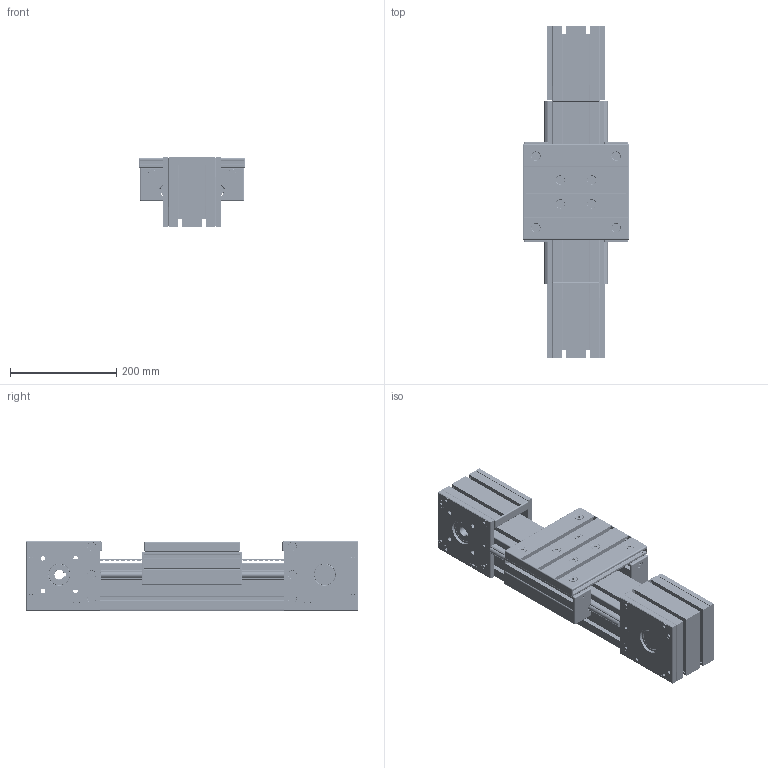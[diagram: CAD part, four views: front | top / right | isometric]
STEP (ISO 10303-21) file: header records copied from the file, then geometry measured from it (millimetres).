
FILE_DESCRIPTION(/* description */ ('Profil 90 x 90'),/* implementation_level */ '2;1');
FILE_NAME(/* name */ '810050.stp',/* time_stamp */ '2014-02-10T08:55:26+01:00',/* author */ ('AlutecK&K'),/* organization */ (''),/* preprocessor_version */ 'ST-DEVELOPER v15.2',/* originating_system */ 'Autodesk Inventor 2014',/* authorisation */ '');
FILE_SCHEMA (('AUTOMOTIVE_DESIGN { 1 0 10303 214 3 1 1 }'));
Products named in the file (45): 810050_109091_001; 200620; 200660-1; 200835.4; 210600; 210825; 221180; 321309-LV; 801204; 801205; 801231-32; 801232-32; 801235; 801845-04; 801890-02; 801890-01; NAP50AT10_001; NAP50AT10_002; NAP50AT10; Dist50; 801890; 200820.4; 210800; 221890; 809050-01-M; 809050-02-M; 809050-03; 809050-04; 809050-05; Lozisko6008-2RS; Rem50-44; REM16RTS_nakolek; Rem50; 809050M; 809050-01; 809050-02; Rem50_16AT10-R_25CP_plna; Krouzek_16AT10-R; 809050H; 810050_801200_001 ...
Bounding box: 201 x 625 x 130 mm (x, y, z)
Volume: 3920833.1 mm3; surface area: 1936906.8 mm2
Topology: 276 solids, 276 shells, 6458 faces, 16566 edges, 10428 vertices
Faces by surface type: plane 3363, cylinder 2449, cone 250, torus 204, sphere 180, bspline 12
Full cylindrical faces by diameter (mm): 4.917 x4, 6 x4, 6.4 x4, 6.647 x44, 7.2 x4, 7.5 x4, 8 x50, 8.2 x4, 8.4 x44, 10 x4, 11 x2, 11.4 x4, 12 x10, 13 x6, 13.5 x6, 15 x2, 16 x40, 18 x8, 18.4 x8, 24 x8, 35 x8, 40 x8, 46 x4, 47 x8, 48 x4, 48.96 x8, 59.04 x8, 60 x4, 68 x8
Entity records: 75424 total; most frequent: CARTESIAN_POINT 16790, DIRECTION 12546, ORIENTED_EDGE 11276, EDGE_CURVE 5606, AXIS2_PLACEMENT_3D 4623, VERTEX_POINT 3696, LINE 3300, VECTOR 3300
